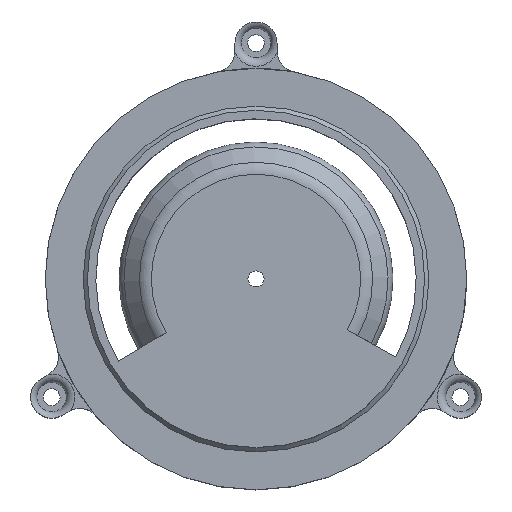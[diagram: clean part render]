
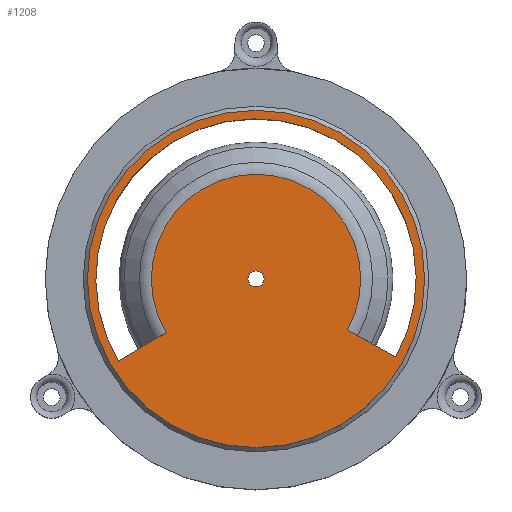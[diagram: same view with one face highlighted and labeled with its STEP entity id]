
A CAD part, top view. The second image highlights one B-rep face of the part: STEP entity #1208.
In plain terms, the highlighted planar face has unit normal (0, 0, 1).
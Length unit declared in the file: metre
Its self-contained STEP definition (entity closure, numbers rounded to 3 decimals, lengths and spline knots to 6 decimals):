
#66=FACE_BOUND('',#324,.T.);
#67=FACE_BOUND('',#325,.T.);
#88=LINE('',#1879,#168);
#89=LINE('',#1882,#169);
#168=VECTOR('',#1469,0.016709);
#169=VECTOR('',#1472,0.016709);
#248=FACE_OUTER_BOUND('',#323,.T.);
#323=EDGE_LOOP('',(#810));
#324=EDGE_LOOP('',(#811,#812,#813,#814));
#325=EDGE_LOOP('',(#815));
#420=CIRCLE('',#1298,0.0508);
#421=CIRCLE('',#1299,0.031551);
#422=CIRCLE('',#1300,0.04826);
#423=CIRCLE('',#1301,0.002413);
#509=VERTEX_POINT('',#1873);
#510=VERTEX_POINT('',#1875);
#511=VERTEX_POINT('',#1876);
#512=VERTEX_POINT('',#1878);
#513=VERTEX_POINT('',#1880);
#514=VERTEX_POINT('',#1883);
#629=EDGE_CURVE('',#509,#509,#420,.T.);
#630=EDGE_CURVE('',#510,#511,#421,.T.);
#631=EDGE_CURVE('',#511,#512,#88,.T.);
#632=EDGE_CURVE('',#513,#512,#422,.T.);
#633=EDGE_CURVE('',#510,#513,#89,.T.);
#634=EDGE_CURVE('',#514,#514,#423,.T.);
#810=ORIENTED_EDGE('',*,*,#629,.T.);
#811=ORIENTED_EDGE('',*,*,#630,.T.);
#812=ORIENTED_EDGE('',*,*,#631,.T.);
#813=ORIENTED_EDGE('',*,*,#632,.F.);
#814=ORIENTED_EDGE('',*,*,#633,.F.);
#815=ORIENTED_EDGE('',*,*,#634,.F.);
#1172=PLANE('',#1297);
#1208=ADVANCED_FACE('',(#248,#66,#67),#1172,.T.);
#1297=AXIS2_PLACEMENT_3D('',#1872,#1463,#1464);
#1298=AXIS2_PLACEMENT_3D('',#1874,#1465,#1466);
#1299=AXIS2_PLACEMENT_3D('',#1877,#1467,#1468);
#1300=AXIS2_PLACEMENT_3D('',#1881,#1470,#1471);
#1301=AXIS2_PLACEMENT_3D('',#1884,#1473,#1474);
#1463=DIRECTION('center_axis',(0.,0.,1.));
#1464=DIRECTION('ref_axis',(1.,0.,0.));
#1465=DIRECTION('center_axis',(0.,0.,1.));
#1466=DIRECTION('ref_axis',(1.,0.,0.));
#1467=DIRECTION('center_axis',(0.,0.,1.));
#1468=DIRECTION('ref_axis',(1.,0.,0.));
#1469=DIRECTION('',(-0.858,-0.513,0.));
#1470=DIRECTION('center_axis',(0.,0.,1.));
#1471=DIRECTION('ref_axis',(1.,0.,0.));
#1472=DIRECTION('',(0.873,-0.487,0.));
#1473=DIRECTION('center_axis',(0.,0.,1.));
#1474=DIRECTION('ref_axis',(1.,0.,0.));
#1872=CARTESIAN_POINT('Origin',(0.,0.,0.03556));
#1873=CARTESIAN_POINT('',(0.0508,0.,0.03556));
#1874=CARTESIAN_POINT('Origin',(0.,0.,0.03556));
#1875=CARTESIAN_POINT('',(0.027557,-0.015364,0.03556));
#1876=CARTESIAN_POINT('',(-0.027084,-0.016183,0.03556));
#1877=CARTESIAN_POINT('Origin',(0.,0.,
0.03556));
#1878=CARTESIAN_POINT('',(-0.041428,-0.024753,0.03556));
#1879=CARTESIAN_POINT('',(-0.027084,-0.016183,0.03556));
#1880=CARTESIAN_POINT('',(0.042151,-0.023501,0.03556));
#1881=CARTESIAN_POINT('Origin',(0.,0.,
0.03556));
#1882=CARTESIAN_POINT('',(0.027557,-0.015364,0.03556));
#1883=CARTESIAN_POINT('',(-0.002413,0.,0.03556));
#1884=CARTESIAN_POINT('Origin',(0.,0.,0.03556));
